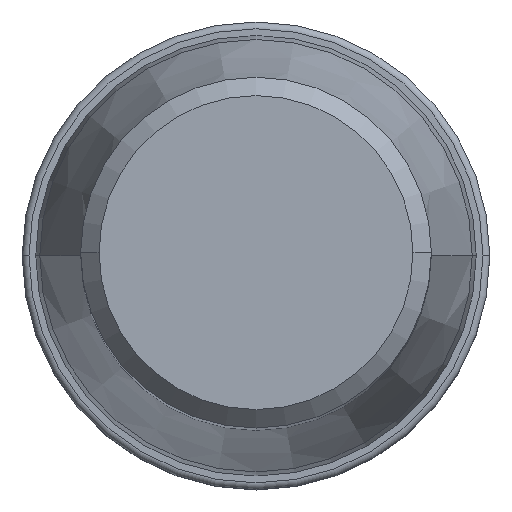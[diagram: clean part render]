
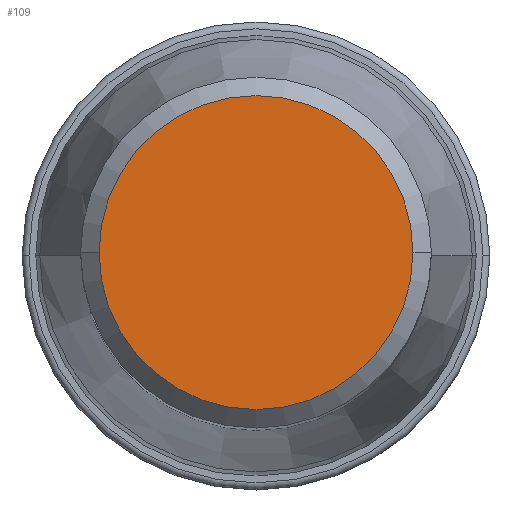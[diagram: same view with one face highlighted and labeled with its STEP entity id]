
A CAD part, top view. The second image highlights one B-rep face of the part: STEP entity #109.
In plain terms, the highlighted planar face has unit normal (0, 0, 1).
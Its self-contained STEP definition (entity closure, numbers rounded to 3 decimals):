
#73=PLANE('',#1237);
#109=ADVANCED_FACE('',(#201),#73,.F.);
#201=FACE_OUTER_BOUND('',#267,.T.);
#267=EDGE_LOOP('',(#418,#419));
#418=ORIENTED_EDGE('',*,*,#741,.T.);
#419=ORIENTED_EDGE('',*,*,#742,.T.);
#626=VERTEX_POINT('',#1902);
#629=VERTEX_POINT('',#1907);
#741=EDGE_CURVE('',#626,#629,#892,.T.);
#742=EDGE_CURVE('',#629,#626,#893,.T.);
#892=CIRCLE('',#1234,8.525);
#893=CIRCLE('',#1236,8.525);
#1234=AXIS2_PLACEMENT_3D('',#1908,#1542,#1543);
#1236=AXIS2_PLACEMENT_3D('',#1910,#1546,#1547);
#1237=AXIS2_PLACEMENT_3D('',#1911,#1548,#1549);
#1542=DIRECTION('',(0.,0.,1.));
#1543=DIRECTION('',(1.,0.,0.));
#1546=DIRECTION('',(0.,0.,1.));
#1547=DIRECTION('',(-1.,0.,0.));
#1548=DIRECTION('',(0.,0.,-1.));
#1549=DIRECTION('',(1.,0.,0.));
#1902=CARTESIAN_POINT('',(8.525,0.,35.63));
#1907=CARTESIAN_POINT('',(-8.525,0.,35.63));
#1908=CARTESIAN_POINT('',(0.,0.,35.63));
#1910=CARTESIAN_POINT('',(0.,0.,35.63));
#1911=CARTESIAN_POINT('',(0.,0.,35.63));
